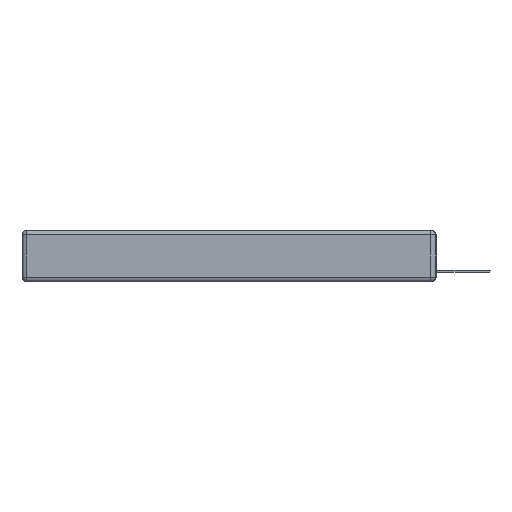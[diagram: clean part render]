
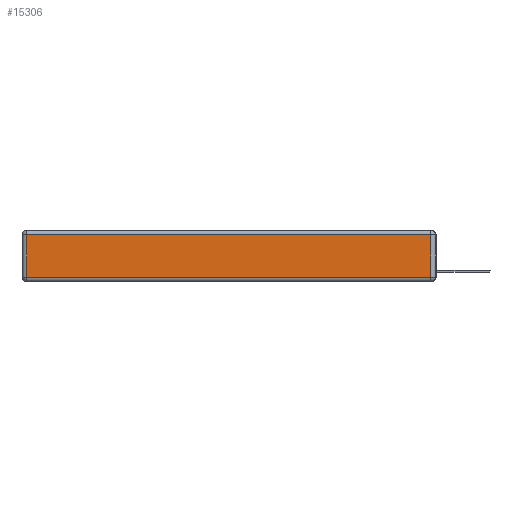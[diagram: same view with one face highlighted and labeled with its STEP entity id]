
A CAD part, left-side view. The second image highlights one B-rep face of the part: STEP entity #15306.
In plain terms, the highlighted planar face has unit normal (-1, 0, 0).
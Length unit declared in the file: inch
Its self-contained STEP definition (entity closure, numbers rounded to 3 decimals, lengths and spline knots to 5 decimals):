
#179 = CARTESIAN_POINT ( 'NONE',  ( 0., 2.75, -0.03 ) ) ;
#504 = VERTEX_POINT ( 'NONE', #19244 ) ;
#1764 = CARTESIAN_POINT ( 'NONE',  ( 0., 0., -0.343 ) ) ;
#2198 = VERTEX_POINT ( 'NONE', #15275 ) ;
#2402 = EDGE_CURVE ( 'NONE', #2198, #6248, #11983, .T. ) ;
#2900 = LINE ( 'NONE', #179, #16646 ) ;
#3519 = DIRECTION ( 'NONE',  ( 0., 0., -1. ) ) ;
#6011 = DIRECTION ( 'NONE',  ( 0., 0., 1. ) ) ;
#6248 = VERTEX_POINT ( 'NONE', #9147 ) ;
#7837 = AXIS2_PLACEMENT_3D ( 'NONE', #1764, #12549, #14594 ) ;
#8512 = DIRECTION ( 'NONE',  ( 0., 1., 0. ) ) ;
#9147 = CARTESIAN_POINT ( 'NONE',  ( 0., 2.72, -0.313 ) ) ;
#9269 = VECTOR ( 'NONE', #3519, 39.37008 ) ;
#11983 = LINE ( 'NONE', #20711, #9269 ) ;
#12549 = DIRECTION ( 'NONE',  ( -1., 0., 0. ) ) ;
#13093 = VECTOR ( 'NONE', #6011, 39.37008 ) ;
#13452 = VERTEX_POINT ( 'NONE', #19669 ) ;
#13645 = DIRECTION ( 'NONE',  ( 0., -1., 0. ) ) ;
#13840 = EDGE_CURVE ( 'NONE', #6248, #504, #26069, .T. ) ;
#14594 = DIRECTION ( 'NONE',  ( 0., 0., 1. ) ) ;
#14718 = EDGE_LOOP ( 'NONE', ( #19168, #22603, #19907, #18376 ) ) ;
#15275 = CARTESIAN_POINT ( 'NONE',  ( 0., 2.72, -0.03 ) ) ;
#15306 = ADVANCED_FACE ( 'NONE', ( #20453 ), #24843, .T. ) ;
#16646 = VECTOR ( 'NONE', #8512, 39.37008 ) ;
#16955 = EDGE_CURVE ( 'NONE', #504, #13452, #24323, .T. ) ;
#18376 = ORIENTED_EDGE ( 'NONE', *, *, #2402, .T. ) ;
#19105 = VECTOR ( 'NONE', #13645, 39.37008 ) ;
#19168 = ORIENTED_EDGE ( 'NONE', *, *, #13840, .T. ) ;
#19244 = CARTESIAN_POINT ( 'NONE',  ( 0., 0.03, -0.313 ) ) ;
#19394 = EDGE_CURVE ( 'NONE', #13452, #2198, #2900, .T. ) ;
#19669 = CARTESIAN_POINT ( 'NONE',  ( 0., 0.03, -0.03 ) ) ;
#19907 = ORIENTED_EDGE ( 'NONE', *, *, #19394, .T. ) ;
#20453 = FACE_OUTER_BOUND ( 'NONE', #14718, .T. ) ;
#20711 = CARTESIAN_POINT ( 'NONE',  ( 0., 2.72, -0.343 ) ) ;
#22237 = CARTESIAN_POINT ( 'NONE',  ( 0., 0., -0.313 ) ) ;
#22603 = ORIENTED_EDGE ( 'NONE', *, *, #16955, .T. ) ;
#24323 = LINE ( 'NONE', #24733, #13093 ) ;
#24733 = CARTESIAN_POINT ( 'NONE',  ( 0., 0.03, -0.343 ) ) ;
#24843 = PLANE ( 'NONE',  #7837 ) ;
#26069 = LINE ( 'NONE', #22237, #19105 ) ;
